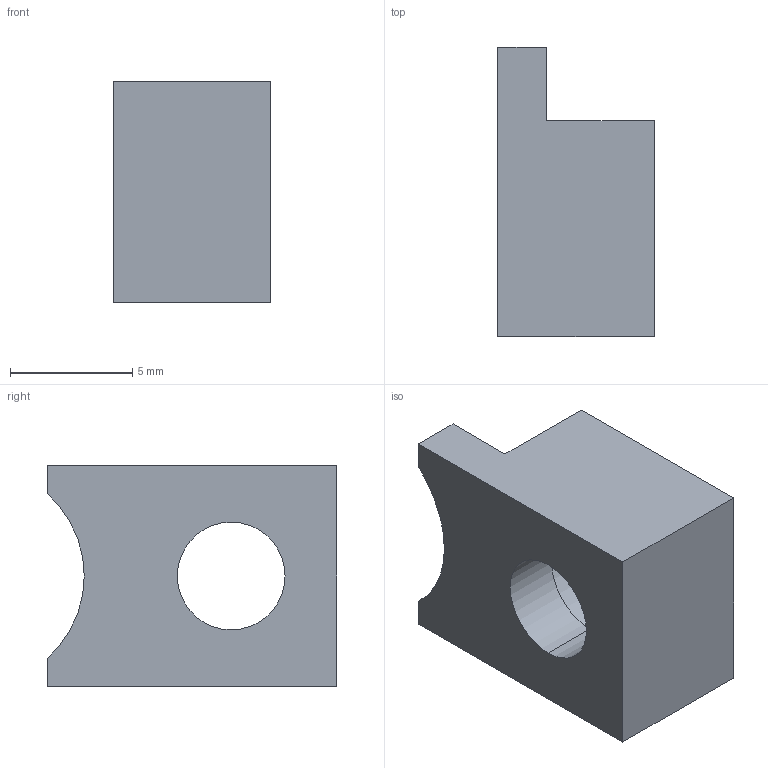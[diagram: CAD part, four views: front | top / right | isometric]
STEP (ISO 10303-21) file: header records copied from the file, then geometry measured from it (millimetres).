
FILE_DESCRIPTION (( 'STEP AP214' ), '1' );
FILE_NAME ('LAB-001-010-120_01.STEP', '2024-09-29T00:06:46', ( '' ), ( '' ), 'SwSTEP 2.0', 'SolidWorks 2022', '' );
FILE_SCHEMA (( 'AUTOMOTIVE_DESIGN' ));
Length unit declared in the file: millimetre
Products named in the file (1): LAB-001-010-120_01
Bounding box: 6.4 x 11.8 x 9 mm (x, y, z)
Volume: 347.6 mm3; surface area: 533.3 mm2
Topology: 1 solids, 1 shells, 15 faces, 36 edges, 24 vertices
Faces by surface type: plane 10, cylinder 5
Entity records: 478 total; most frequent: DIRECTION 78, CARTESIAN_POINT 76, ORIENTED_EDGE 72, EDGE_CURVE 36, AXIS2_PLACEMENT_3D 26, LINE 26, VECTOR 26, VERTEX_POINT 24
